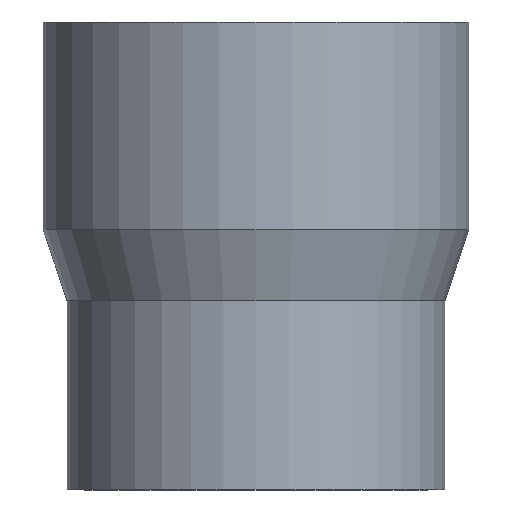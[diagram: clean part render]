
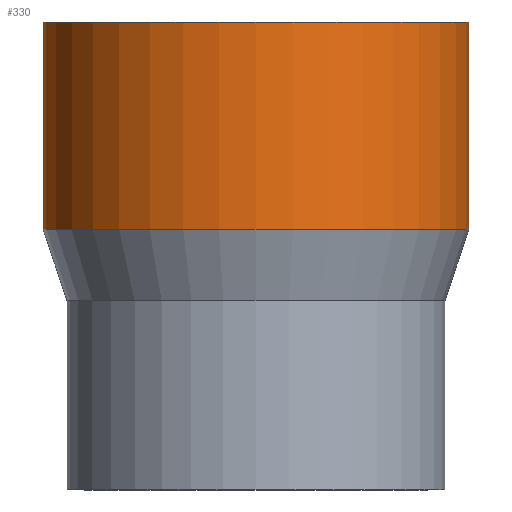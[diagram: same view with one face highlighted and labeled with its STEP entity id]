
A CAD part, front view. The second image highlights one B-rep face of the part: STEP entity #330.
In plain terms, the highlighted cylindrical face has radius 177.5 mm (diameter 355 mm), a partial arc.
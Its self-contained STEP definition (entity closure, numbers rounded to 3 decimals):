
#19 = VERTEX_POINT ( 'NONE', #647 ) ;
#32 = DIRECTION ( 'NONE',  ( -1., 0., 0. ) ) ;
#62 = CARTESIAN_POINT ( 'NONE',  ( 0., 0., -16.533 ) ) ;
#66 = LINE ( 'NONE', #263, #466 ) ;
#69 = CARTESIAN_POINT ( 'NONE',  ( 0., 0., 198.96 ) ) ;
#80 = CARTESIAN_POINT ( 'NONE',  ( 177.5, 0., 26.29 ) ) ;
#92 = CARTESIAN_POINT ( 'NONE',  ( 0., 0., 26.29 ) ) ;
#169 = CYLINDRICAL_SURFACE ( 'NONE', #551, 177.5 ) ;
#195 = DIRECTION ( 'NONE',  ( 0., 0., -1. ) ) ;
#204 = AXIS2_PLACEMENT_3D ( 'NONE', #69, #416, #630 ) ;
#206 = DIRECTION ( 'NONE',  ( 0., 0., -1. ) ) ;
#263 = CARTESIAN_POINT ( 'NONE',  ( -177.5, 0., -16.533 ) ) ;
#271 = DIRECTION ( 'NONE',  ( 0., 0., -1. ) ) ;
#279 = VECTOR ( 'NONE', #271, 1000. ) ;
#297 = EDGE_CURVE ( 'NONE', #532, #462, #66, .T. ) ;
#307 = EDGE_CURVE ( 'NONE', #19, #532, #327, .T. ) ;
#327 = CIRCLE ( 'NONE', #204, 177.5 ) ;
#330 = ADVANCED_FACE ( 'NONE', ( #628 ), #169, .T. ) ;
#357 = ORIENTED_EDGE ( 'NONE', *, *, #307, .T. ) ;
#358 = EDGE_CURVE ( 'NONE', #19, #417, #377, .T. ) ;
#363 = EDGE_LOOP ( 'NONE', ( #430, #357, #528, #451 ) ) ;
#368 = DIRECTION ( 'NONE',  ( -1., 0., 0. ) ) ;
#377 = LINE ( 'NONE', #574, #279 ) ;
#416 = DIRECTION ( 'NONE',  ( 0., 0., -1. ) ) ;
#417 = VERTEX_POINT ( 'NONE', #80 ) ;
#430 = ORIENTED_EDGE ( 'NONE', *, *, #358, .F. ) ;
#451 = ORIENTED_EDGE ( 'NONE', *, *, #481, .F. ) ;
#462 = VERTEX_POINT ( 'NONE', #600 ) ;
#466 = VECTOR ( 'NONE', #531, 1000. ) ;
#481 = EDGE_CURVE ( 'NONE', #417, #462, #626, .T. ) ;
#528 = ORIENTED_EDGE ( 'NONE', *, *, #297, .T. ) ;
#531 = DIRECTION ( 'NONE',  ( 0., 0., -1. ) ) ;
#532 = VERTEX_POINT ( 'NONE', #648 ) ;
#551 = AXIS2_PLACEMENT_3D ( 'NONE', #62, #206, #368 ) ;
#574 = CARTESIAN_POINT ( 'NONE',  ( 177.5, 0., -16.533 ) ) ;
#600 = CARTESIAN_POINT ( 'NONE',  ( -177.5, 0., 26.29 ) ) ;
#626 = CIRCLE ( 'NONE', #646, 177.5 ) ;
#628 = FACE_OUTER_BOUND ( 'NONE', #363, .T. ) ;
#630 = DIRECTION ( 'NONE',  ( -1., 0., 0. ) ) ;
#646 = AXIS2_PLACEMENT_3D ( 'NONE', #92, #195, #32 ) ;
#647 = CARTESIAN_POINT ( 'NONE',  ( 177.5, 0., 198.96 ) ) ;
#648 = CARTESIAN_POINT ( 'NONE',  ( -177.5, 0., 198.96 ) ) ;
